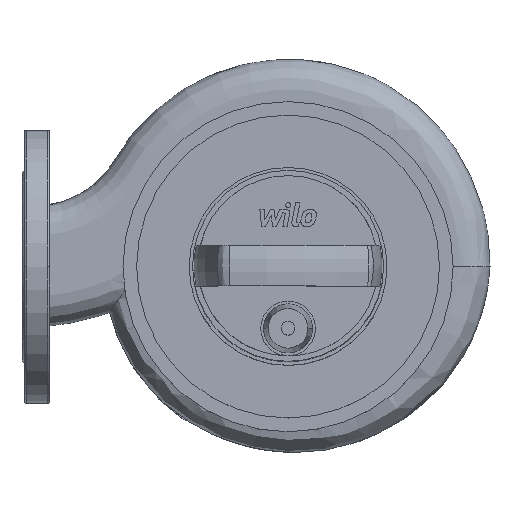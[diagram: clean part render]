
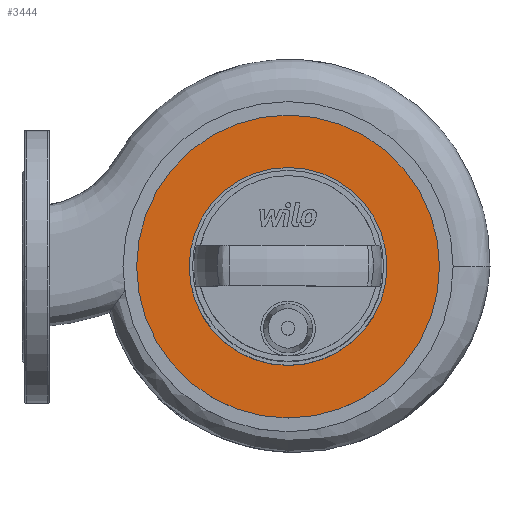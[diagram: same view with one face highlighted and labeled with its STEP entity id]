
A CAD part, top view. The second image highlights one B-rep face of the part: STEP entity #3444.
In plain terms, the highlighted planar face has unit normal (0, 0, 1).
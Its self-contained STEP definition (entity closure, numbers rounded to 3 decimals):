
#3217=CARTESIAN_POINT('',(306.0,0.,132.0));
#3218=VERTEX_POINT('',#3217);
#3234=CARTESIAN_POINT('',(84.,0.,132.0));
#3235=VERTEX_POINT('',#3234);
#3242=CARTESIAN_POINT('',(195.0,0.0,132.0));
#3243=DIRECTION('',(0.0,0.0,-1.0));
#3244=DIRECTION('',(1.0,0.0,0.0));
#3245=AXIS2_PLACEMENT_3D('',#3242,#3243,#3244);
#3246=CIRCLE('',#3245,111.);
#3247=EDGE_CURVE('',#3235,#3218,#3246,.T.);
#3429=CARTESIAN_POINT('',(250.5,0.,132.0));
#3430=DIRECTION('',(0.0,0.0,1.0));
#3431=DIRECTION('',(-1.0,0.0,0.0));
#3432=AXIS2_PLACEMENT_3D('',#3429,#3430,#3431);
#3433=PLANE('',#3432);
#3434=CARTESIAN_POINT('',(195.0,0.0,132.0));
#3435=DIRECTION('',(0.0,0.0,-1.0));
#3436=DIRECTION('',(1.0,0.0,0.0));
#3437=AXIS2_PLACEMENT_3D('',#3434,#3435,#3436);
#3438=CIRCLE('',#3437,111.);
#3439=EDGE_CURVE('',#3218,#3235,#3438,.T.);
#3440=ORIENTED_EDGE('',*,*,#3439,.F.);
#3441=ORIENTED_EDGE('',*,*,#3247,.F.);
#3442=EDGE_LOOP('',(#3440,#3441));
#3443=FACE_OUTER_BOUND('',#3442,.T.);
#3444=ADVANCED_FACE('',(#3443),#3433,.T.);
